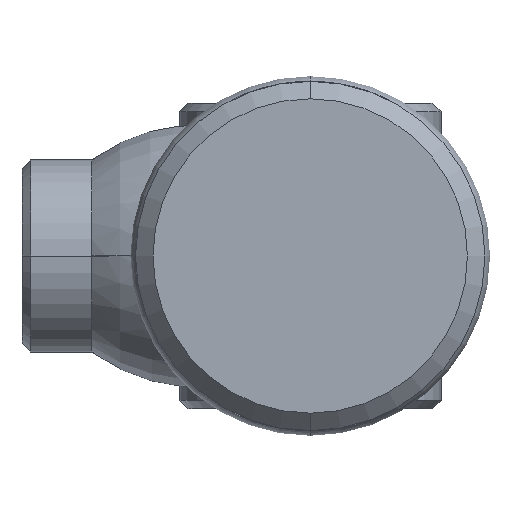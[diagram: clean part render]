
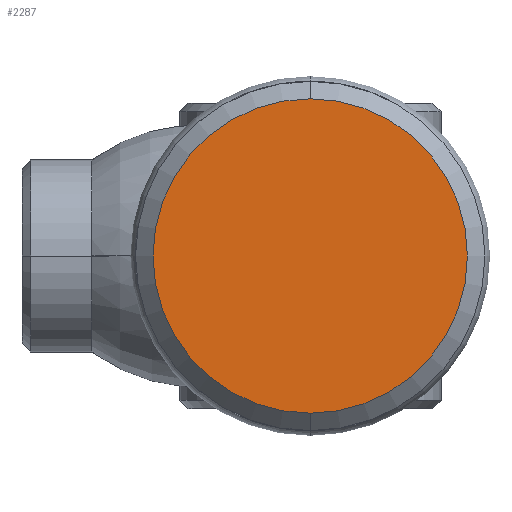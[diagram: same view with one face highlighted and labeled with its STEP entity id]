
A CAD part, left-side view. The second image highlights one B-rep face of the part: STEP entity #2287.
In plain terms, the highlighted planar face has unit normal (-1, 0, 0).
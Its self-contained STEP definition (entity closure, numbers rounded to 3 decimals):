
#325 = CIRCLE ( 'NONE', #1134, 18. ) ;
#378 = CARTESIAN_POINT ( 'NONE',  ( -32., 0., 18. ) ) ;
#712 = CIRCLE ( 'NONE', #1258, 18. ) ;
#869 = DIRECTION ( 'NONE',  ( 0., 0., 1. ) ) ;
#873 = DIRECTION ( 'NONE',  ( -1., 0., 0. ) ) ;
#886 = CARTESIAN_POINT ( 'NONE',  ( -32., 0., 0. ) ) ;
#919 = CARTESIAN_POINT ( 'NONE',  ( -32., 18., 0. ) ) ;
#951 = AXIS2_PLACEMENT_3D ( 'NONE', #919, #1335, #1048 ) ;
#1048 = DIRECTION ( 'NONE',  ( 0., 0., -1. ) ) ;
#1134 = AXIS2_PLACEMENT_3D ( 'NONE', #886, #873, #869 ) ;
#1239 = PLANE ( 'NONE',  #951 ) ;
#1258 = AXIS2_PLACEMENT_3D ( 'NONE', #2758, #2738, #2733 ) ;
#1335 = DIRECTION ( 'NONE',  ( 1., 0., 0. ) ) ;
#1766 = EDGE_CURVE ( 'NONE', #2430, #2102, #712, .T. ) ;
#1987 = EDGE_CURVE ( 'NONE', #2102, #2430, #325, .T. ) ;
#2102 = VERTEX_POINT ( 'NONE', #378 ) ;
#2219 = EDGE_LOOP ( 'NONE', ( #2786, #3334 ) ) ;
#2287 = ADVANCED_FACE ( 'NONE', ( #3091 ), #1239, .F. ) ;
#2430 = VERTEX_POINT ( 'NONE', #3629 ) ;
#2733 = DIRECTION ( 'NONE',  ( 0., 0., 1. ) ) ;
#2738 = DIRECTION ( 'NONE',  ( -1., 0., 0. ) ) ;
#2758 = CARTESIAN_POINT ( 'NONE',  ( -32., 0., 0. ) ) ;
#2786 = ORIENTED_EDGE ( 'NONE', *, *, #1766, .T. ) ;
#3091 = FACE_OUTER_BOUND ( 'NONE', #2219, .T. ) ;
#3334 = ORIENTED_EDGE ( 'NONE', *, *, #1987, .T. ) ;
#3629 = CARTESIAN_POINT ( 'NONE',  ( -32., 0., -18. ) ) ;
